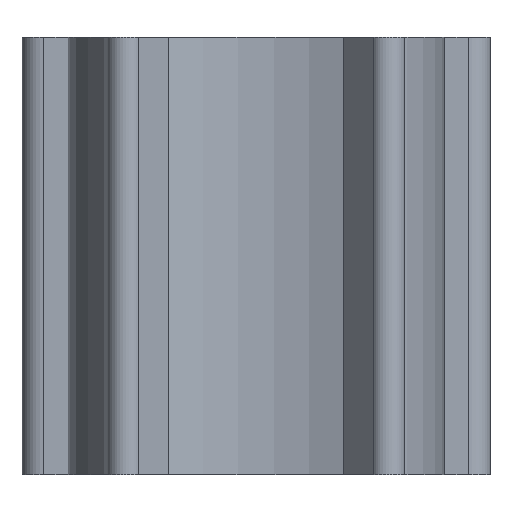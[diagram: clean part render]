
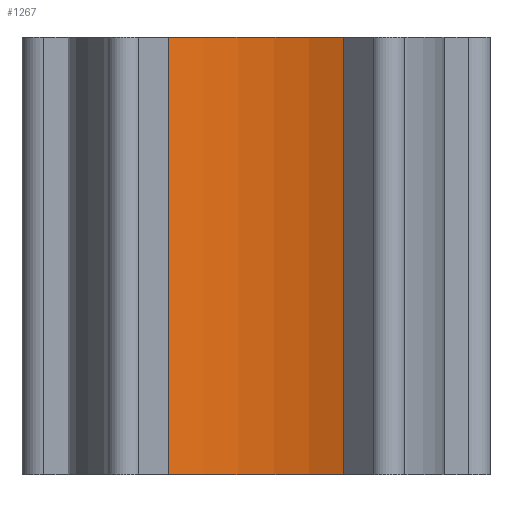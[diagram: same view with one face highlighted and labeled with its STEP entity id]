
A CAD part, front view. The second image highlights one B-rep face of the part: STEP entity #1267.
In plain terms, the highlighted cylindrical face has radius 5 mm (diameter 10 mm), a partial arc.
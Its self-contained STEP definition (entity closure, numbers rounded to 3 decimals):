
#76 = ORIENTED_EDGE ( 'NONE', *, *, #2515, .F. ) ;
#287 = ORIENTED_EDGE ( 'NONE', *, *, #2867, .T. ) ;
#298 = ORIENTED_EDGE ( 'NONE', *, *, #2865, .F. ) ;
#312 = ORIENTED_EDGE ( 'NONE', *, *, #2518, .F. ) ;
#475 = EDGE_LOOP ( 'NONE', ( #298, #287, #76, #312 ) ) ;
#557 = VERTEX_POINT ( 'NONE', #2818 ) ;
#558 = VERTEX_POINT ( 'NONE', #2819 ) ;
#559 = VERTEX_POINT ( 'NONE', #2823 ) ;
#560 = VERTEX_POINT ( 'NONE', #2821 ) ;
#1267 = ADVANCED_FACE ( 'NONE', ( #1403 ), #1397, .F. ) ;
#1397 = CYLINDRICAL_SURFACE ( 'NONE', #2238, 5. ) ;
#1403 = FACE_OUTER_BOUND ( 'NONE', #475, .T. ) ;
#1504 = CIRCLE ( 'NONE', #2256, 5. ) ;
#1505 = LINE ( 'NONE', #2294, #1506 ) ;
#1506 = VECTOR ( 'NONE', #2295, 1000. ) ;
#1514 = LINE ( 'NONE', #2319, #1516 ) ;
#1516 = VECTOR ( 'NONE', #2320, 1000. ) ;
#1517 = CIRCLE ( 'NONE', #2260, 5. ) ;
#2038 = DIRECTION ( 'NONE',  ( 1., 0., 0. ) ) ;
#2046 = DIRECTION ( 'NONE',  ( 0., 0., 1. ) ) ;
#2056 = CARTESIAN_POINT ( 'NONE',  ( 0., -3.583, -27.682 ) ) ;
#2238 = AXIS2_PLACEMENT_3D ( 'NONE', #2056, #2046, #2038 ) ;
#2256 = AXIS2_PLACEMENT_3D ( 'NONE', #2281, #2290, #2291 ) ;
#2260 = AXIS2_PLACEMENT_3D ( 'NONE', #2304, #2314, #2315 ) ;
#2281 = CARTESIAN_POINT ( 'NONE',  ( 0., -3.583, 5. ) ) ;
#2290 = DIRECTION ( 'NONE',  ( 0., 0., -1. ) ) ;
#2291 = DIRECTION ( 'NONE',  ( 1., 0., 0. ) ) ;
#2294 = CARTESIAN_POINT ( 'NONE',  ( -2., 1., -27.682 ) ) ;
#2295 = DIRECTION ( 'NONE',  ( 0., 0., 1. ) ) ;
#2304 = CARTESIAN_POINT ( 'NONE',  ( 0., -3.583, -5. ) ) ;
#2314 = DIRECTION ( 'NONE',  ( 0., 0., 1. ) ) ;
#2315 = DIRECTION ( 'NONE',  ( 1., 0., 0. ) ) ;
#2319 = CARTESIAN_POINT ( 'NONE',  ( 2., 1., -27.682 ) ) ;
#2320 = DIRECTION ( 'NONE',  ( 0., 0., 1. ) ) ;
#2515 = EDGE_CURVE ( 'NONE', #558, #560, #1504, .T. ) ;
#2518 = EDGE_CURVE ( 'NONE', #557, #558, #1505, .T. ) ;
#2818 = CARTESIAN_POINT ( 'NONE',  ( -2., 1., -5. ) ) ;
#2819 = CARTESIAN_POINT ( 'NONE',  ( -2., 1., 5. ) ) ;
#2821 = CARTESIAN_POINT ( 'NONE',  ( 2., 1., 5. ) ) ;
#2823 = CARTESIAN_POINT ( 'NONE',  ( 2., 1., -5. ) ) ;
#2865 = EDGE_CURVE ( 'NONE', #559, #557, #1517, .T. ) ;
#2867 = EDGE_CURVE ( 'NONE', #559, #560, #1514, .T. ) ;
